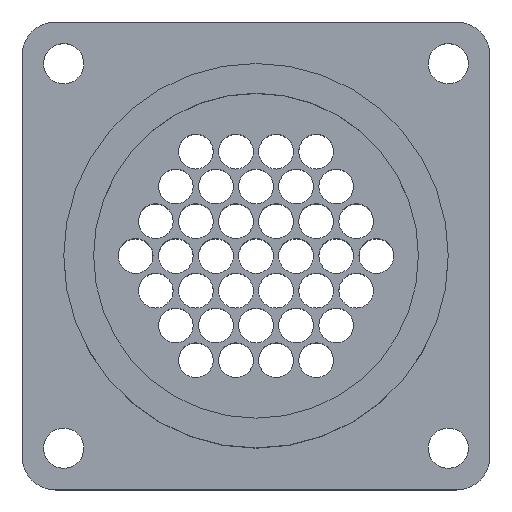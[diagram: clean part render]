
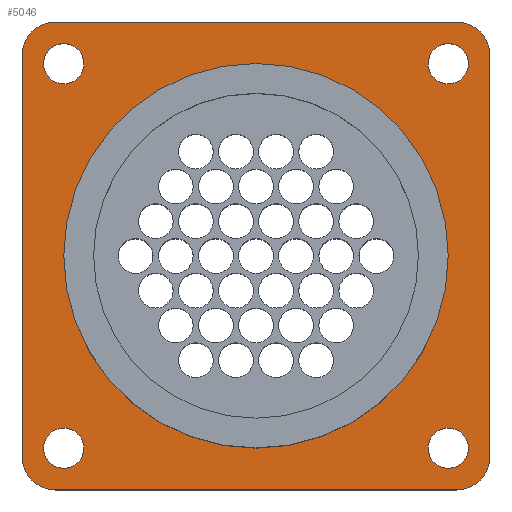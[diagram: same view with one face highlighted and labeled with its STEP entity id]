
A CAD part, top view. The second image highlights one B-rep face of the part: STEP entity #5046.
In plain terms, the highlighted planar face has unit normal (0, 0, 1).
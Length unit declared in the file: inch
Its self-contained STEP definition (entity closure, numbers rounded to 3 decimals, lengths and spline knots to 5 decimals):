
#138=CARTESIAN_POINT('',(0.83839,0.83839,0.156));
#139=VERTEX_POINT('',#138);
#155=CARTESIAN_POINT('',(0.75,0.875,0.156));
#156=VERTEX_POINT('',#155);
#163=CARTESIAN_POINT('',(0.75,0.75,0.156));
#164=DIRECTION('',(0.0,0.0,-1.));
#165=DIRECTION('',(0.707,0.707,0.0));
#166=AXIS2_PLACEMENT_3D('',#163,#164,#165);
#167=CIRCLE('',#166,0.125);
#168=EDGE_CURVE('',#156,#139,#167,.T.);
#180=CARTESIAN_POINT('',(-0.83839,-0.83839,0.156));
#181=VERTEX_POINT('',#180);
#197=CARTESIAN_POINT('',(-0.75,-0.875,0.156));
#198=VERTEX_POINT('',#197);
#205=CARTESIAN_POINT('',(-0.75,-0.75,0.156));
#206=DIRECTION('',(0.0,0.0,-1.));
#207=DIRECTION('',(-0.707,-0.707,0.0));
#208=AXIS2_PLACEMENT_3D('',#205,#206,#207);
#209=CIRCLE('',#208,0.125);
#210=EDGE_CURVE('',#198,#181,#209,.T.);
#222=CARTESIAN_POINT('',(0.83839,-0.83839,0.156));
#223=VERTEX_POINT('',#222);
#239=CARTESIAN_POINT('',(0.875,-0.75,0.156));
#240=VERTEX_POINT('',#239);
#247=CARTESIAN_POINT('',(0.75,-0.75,0.156));
#248=DIRECTION('',(0.0,0.0,-1.));
#249=DIRECTION('',(0.707,-0.707,0.0));
#250=AXIS2_PLACEMENT_3D('',#247,#248,#249);
#251=CIRCLE('',#250,0.125);
#252=EDGE_CURVE('',#240,#223,#251,.T.);
#264=CARTESIAN_POINT('',(-0.83839,0.83839,0.156));
#265=VERTEX_POINT('',#264);
#281=CARTESIAN_POINT('',(-0.875,0.75,0.156));
#282=VERTEX_POINT('',#281);
#289=CARTESIAN_POINT('',(-0.75,0.75,0.156));
#290=DIRECTION('',(0.0,0.0,-1.));
#291=DIRECTION('',(-0.707,0.707,0.0));
#292=AXIS2_PLACEMENT_3D('',#289,#290,#291);
#293=CIRCLE('',#292,0.125);
#294=EDGE_CURVE('',#282,#265,#293,.T.);
#388=CARTESIAN_POINT('',(-0.719,0.,0.156));
#389=VERTEX_POINT('',#388);
#398=CARTESIAN_POINT('',(0.719,0.,0.156));
#399=VERTEX_POINT('',#398);
#400=CARTESIAN_POINT('',(0.0,0.0,0.156));
#401=DIRECTION('',(0.0,0.0,-1.0));
#402=DIRECTION('',(-1.0,0.0,0.0));
#403=AXIS2_PLACEMENT_3D('',#400,#401,#402);
#404=CIRCLE('',#403,0.719);
#405=EDGE_CURVE('',#399,#389,#404,.T.);
#516=CARTESIAN_POINT('',(-0.644,-0.719,0.156));
#517=VERTEX_POINT('',#516);
#533=CARTESIAN_POINT('',(-0.794,-0.719,0.156));
#534=VERTEX_POINT('',#533);
#541=CARTESIAN_POINT('',(-0.719,-0.719,0.156));
#542=DIRECTION('',(0.0,0.0,-1.0));
#543=DIRECTION('',(1.0,0.0,0.0));
#544=AXIS2_PLACEMENT_3D('',#541,#542,#543);
#545=CIRCLE('',#544,0.075);
#546=EDGE_CURVE('',#517,#534,#545,.T.);
#579=CARTESIAN_POINT('',(0.794,0.719,0.156));
#580=VERTEX_POINT('',#579);
#596=CARTESIAN_POINT('',(0.644,0.719,0.156));
#597=VERTEX_POINT('',#596);
#604=CARTESIAN_POINT('',(0.719,0.719,0.156));
#605=DIRECTION('',(0.0,0.0,-1.0));
#606=DIRECTION('',(1.0,0.0,0.0));
#607=AXIS2_PLACEMENT_3D('',#604,#605,#606);
#608=CIRCLE('',#607,0.075);
#609=EDGE_CURVE('',#580,#597,#608,.T.);
#642=CARTESIAN_POINT('',(-0.644,0.719,0.156));
#643=VERTEX_POINT('',#642);
#659=CARTESIAN_POINT('',(-0.794,0.719,0.156));
#660=VERTEX_POINT('',#659);
#667=CARTESIAN_POINT('',(-0.719,0.719,0.156));
#668=DIRECTION('',(0.0,0.0,-1.0));
#669=DIRECTION('',(1.0,0.0,0.0));
#670=AXIS2_PLACEMENT_3D('',#667,#668,#669);
#671=CIRCLE('',#670,0.075);
#672=EDGE_CURVE('',#643,#660,#671,.T.);
#705=CARTESIAN_POINT('',(0.794,-0.719,0.156));
#706=VERTEX_POINT('',#705);
#722=CARTESIAN_POINT('',(0.644,-0.719,0.156));
#723=VERTEX_POINT('',#722);
#730=CARTESIAN_POINT('',(0.719,-0.719,0.156));
#731=DIRECTION('',(0.0,0.0,-1.0));
#732=DIRECTION('',(1.0,0.0,0.0));
#733=AXIS2_PLACEMENT_3D('',#730,#731,#732);
#734=CIRCLE('',#733,0.075);
#735=EDGE_CURVE('',#706,#723,#734,.T.);
#4133=CARTESIAN_POINT('',(0.719,-0.719,0.156));
#4134=DIRECTION('',(0.0,0.0,-1.0));
#4135=DIRECTION('',(1.0,0.0,0.0));
#4136=AXIS2_PLACEMENT_3D('',#4133,#4134,#4135);
#4137=CIRCLE('',#4136,0.075);
#4138=EDGE_CURVE('',#723,#706,#4137,.T.);
#4178=CARTESIAN_POINT('',(-0.719,0.719,0.156));
#4179=DIRECTION('',(0.0,0.0,-1.0));
#4180=DIRECTION('',(1.0,0.0,0.0));
#4181=AXIS2_PLACEMENT_3D('',#4178,#4179,#4180);
#4182=CIRCLE('',#4181,0.075);
#4183=EDGE_CURVE('',#660,#643,#4182,.T.);
#4223=CARTESIAN_POINT('',(0.719,0.719,0.156));
#4224=DIRECTION('',(0.0,0.0,-1.0));
#4225=DIRECTION('',(1.0,0.0,0.0));
#4226=AXIS2_PLACEMENT_3D('',#4223,#4224,#4225);
#4227=CIRCLE('',#4226,0.075);
#4228=EDGE_CURVE('',#597,#580,#4227,.T.);
#4268=CARTESIAN_POINT('',(-0.719,-0.719,0.156));
#4269=DIRECTION('',(0.0,0.0,-1.0));
#4270=DIRECTION('',(1.0,0.0,0.0));
#4271=AXIS2_PLACEMENT_3D('',#4268,#4269,#4270);
#4272=CIRCLE('',#4271,0.075);
#4273=EDGE_CURVE('',#534,#517,#4272,.T.);
#4503=CARTESIAN_POINT('',(0.0,0.0,0.156));
#4504=DIRECTION('',(0.0,0.0,-1.0));
#4505=DIRECTION('',(-1.0,0.0,0.0));
#4506=AXIS2_PLACEMENT_3D('',#4503,#4504,#4505);
#4507=CIRCLE('',#4506,0.719);
#4508=EDGE_CURVE('',#389,#399,#4507,.T.);
#4753=CARTESIAN_POINT('',(-0.75,0.875,0.156));
#4754=VERTEX_POINT('',#4753);
#4755=CARTESIAN_POINT('',(-0.75,0.75,0.156));
#4756=DIRECTION('',(0.0,0.0,-1.));
#4757=DIRECTION('',(-0.707,0.707,0.0));
#4758=AXIS2_PLACEMENT_3D('',#4755,#4756,#4757);
#4759=CIRCLE('',#4758,0.125);
#4760=EDGE_CURVE('',#265,#4754,#4759,.T.);
#4794=CARTESIAN_POINT('',(-0.875,-0.75,0.156));
#4795=VERTEX_POINT('',#4794);
#4802=CARTESIAN_POINT('',(-0.875,-0.75,0.156));
#4803=DIRECTION('',(0.0,1.0,0.0));
#4804=VECTOR('',#4803,1.5);
#4805=LINE('',#4802,#4804);
#4806=EDGE_CURVE('',#4795,#282,#4805,.T.);
#4894=CARTESIAN_POINT('',(0.75,-0.875,0.156));
#4895=VERTEX_POINT('',#4894);
#4896=CARTESIAN_POINT('',(0.75,-0.75,0.156));
#4897=DIRECTION('',(0.0,0.0,-1.));
#4898=DIRECTION('',(0.707,-0.707,0.0));
#4899=AXIS2_PLACEMENT_3D('',#4896,#4897,#4898);
#4900=CIRCLE('',#4899,0.125);
#4901=EDGE_CURVE('',#223,#4895,#4900,.T.);
#4919=CARTESIAN_POINT('',(0.75,-0.875,0.156));
#4920=DIRECTION('',(-1.0,0.0,0.0));
#4921=VECTOR('',#4920,1.5);
#4922=LINE('',#4919,#4921);
#4923=EDGE_CURVE('',#4895,#198,#4922,.T.);
#4936=CARTESIAN_POINT('',(-0.75,-0.75,0.156));
#4937=DIRECTION('',(0.0,0.0,-1.));
#4938=DIRECTION('',(-0.707,-0.707,0.0));
#4939=AXIS2_PLACEMENT_3D('',#4936,#4937,#4938);
#4940=CIRCLE('',#4939,0.125);
#4941=EDGE_CURVE('',#181,#4795,#4940,.T.);
#4954=CARTESIAN_POINT('',(0.875,0.75,0.156));
#4955=VERTEX_POINT('',#4954);
#4956=CARTESIAN_POINT('',(0.75,0.75,0.156));
#4957=DIRECTION('',(0.0,0.0,-1.));
#4958=DIRECTION('',(0.707,0.707,0.0));
#4959=AXIS2_PLACEMENT_3D('',#4956,#4957,#4958);
#4960=CIRCLE('',#4959,0.125);
#4961=EDGE_CURVE('',#139,#4955,#4960,.T.);
#4981=CARTESIAN_POINT('',(0.875,0.75,0.156));
#4982=DIRECTION('',(0.0,-1.0,0.0));
#4983=VECTOR('',#4982,1.5);
#4984=LINE('',#4981,#4983);
#4985=EDGE_CURVE('',#4955,#240,#4984,.T.);
#4996=CARTESIAN_POINT('',(-0.75,0.875,0.156));
#4997=DIRECTION('',(1.0,0.0,0.0));
#4998=VECTOR('',#4997,1.5);
#4999=LINE('',#4996,#4998);
#5000=EDGE_CURVE('',#4754,#156,#4999,.T.);
#5007=CARTESIAN_POINT('',(0.,0.,0.156));
#5008=DIRECTION('',(0.0,0.0,1.0));
#5009=DIRECTION('',(1.0,0.0,0.0));
#5010=AXIS2_PLACEMENT_3D('',#5007,#5008,#5009);
#5011=PLANE('',#5010);
#5012=ORIENTED_EDGE('',*,*,#294,.F.);
#5013=ORIENTED_EDGE('',*,*,#4806,.F.);
#5014=ORIENTED_EDGE('',*,*,#4941,.F.);
#5015=ORIENTED_EDGE('',*,*,#210,.F.);
#5016=ORIENTED_EDGE('',*,*,#4923,.F.);
#5017=ORIENTED_EDGE('',*,*,#4901,.F.);
#5018=ORIENTED_EDGE('',*,*,#252,.F.);
#5019=ORIENTED_EDGE('',*,*,#4985,.F.);
#5020=ORIENTED_EDGE('',*,*,#4961,.F.);
#5021=ORIENTED_EDGE('',*,*,#168,.F.);
#5022=ORIENTED_EDGE('',*,*,#5000,.F.);
#5023=ORIENTED_EDGE('',*,*,#4760,.F.);
#5024=EDGE_LOOP('',(#5012,#5013,#5014,#5015,#5016,#5017,#5018,#5019,#5020,#5021,#5022,#5023));
#5025=FACE_OUTER_BOUND('',#5024,.T.);
#5026=ORIENTED_EDGE('',*,*,#735,.T.);
#5027=ORIENTED_EDGE('',*,*,#4138,.T.);
#5028=EDGE_LOOP('',(#5026,#5027));
#5029=FACE_BOUND('',#5028,.T.);
#5030=ORIENTED_EDGE('',*,*,#672,.T.);
#5031=ORIENTED_EDGE('',*,*,#4183,.T.);
#5032=EDGE_LOOP('',(#5030,#5031));
#5033=FACE_BOUND('',#5032,.T.);
#5034=ORIENTED_EDGE('',*,*,#609,.T.);
#5035=ORIENTED_EDGE('',*,*,#4228,.T.);
#5036=EDGE_LOOP('',(#5034,#5035));
#5037=FACE_BOUND('',#5036,.T.);
#5038=ORIENTED_EDGE('',*,*,#546,.T.);
#5039=ORIENTED_EDGE('',*,*,#4273,.T.);
#5040=EDGE_LOOP('',(#5038,#5039));
#5041=FACE_BOUND('',#5040,.T.);
#5042=ORIENTED_EDGE('',*,*,#405,.T.);
#5043=ORIENTED_EDGE('',*,*,#4508,.T.);
#5044=EDGE_LOOP('',(#5042,#5043));
#5045=FACE_BOUND('',#5044,.T.);
#5046=ADVANCED_FACE('',(#5025,#5029,#5033,#5037,#5041,#5045),#5011,.T.);
